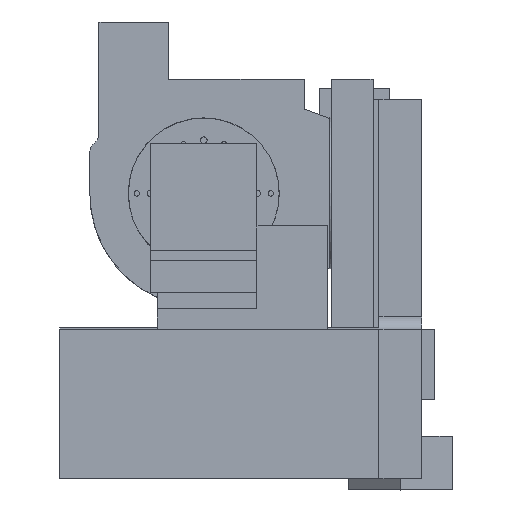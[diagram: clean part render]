
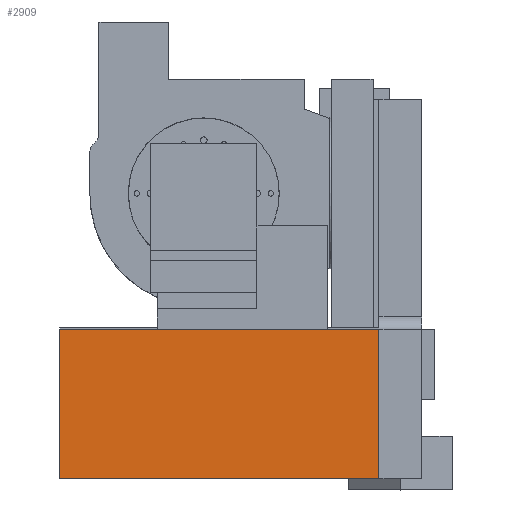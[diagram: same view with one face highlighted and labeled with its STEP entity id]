
A CAD part, top view. The second image highlights one B-rep face of the part: STEP entity #2909.
In plain terms, the highlighted planar face has unit normal (0, 0, 1).
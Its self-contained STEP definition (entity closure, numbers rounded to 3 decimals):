
#297=FACE_OUTER_BOUND('',#476,.T.);
#476=EDGE_LOOP('',(#2009,#2010,#2011,#2012));
#700=LINE('',#4451,#1009);
#701=LINE('',#4454,#1010);
#702=LINE('',#4456,#1011);
#703=LINE('',#4457,#1012);
#1009=VECTOR('',#3552,1000.);
#1010=VECTOR('',#3555,1000.);
#1011=VECTOR('',#3556,1000.);
#1012=VECTOR('',#3557,1000.);
#1308=VERTEX_POINT('',#4445);
#1310=VERTEX_POINT('',#4449);
#1311=VERTEX_POINT('',#4453);
#1312=VERTEX_POINT('',#4455);
#1587=EDGE_CURVE('',#1308,#1310,#700,.T.);
#1588=EDGE_CURVE('',#1311,#1310,#701,.T.);
#1589=EDGE_CURVE('',#1312,#1311,#702,.T.);
#1590=EDGE_CURVE('',#1308,#1312,#703,.T.);
#2009=ORIENTED_EDGE('',*,*,#1587,.T.);
#2010=ORIENTED_EDGE('',*,*,#1588,.F.);
#2011=ORIENTED_EDGE('',*,*,#1589,.F.);
#2012=ORIENTED_EDGE('',*,*,#1590,.F.);
#2764=PLANE('',#3216);
#2909=ADVANCED_FACE('',(#297),#2764,.F.);
#3216=AXIS2_PLACEMENT_3D('',#4452,#3553,#3554);
#3552=DIRECTION('',(-1.,0.,0.));
#3553=DIRECTION('center_axis',(0.,0.,-1.));
#3554=DIRECTION('ref_axis',(-1.,0.,0.));
#3555=DIRECTION('',(0.,1.,0.));
#3556=DIRECTION('',(-1.,0.,0.));
#3557=DIRECTION('',(0.,-1.,0.));
#4445=CARTESIAN_POINT('',(190.5,88.9,0.));
#4449=CARTESIAN_POINT('',(0.,88.9,0.));
#4451=CARTESIAN_POINT('',(0.,88.9,0.));
#4452=CARTESIAN_POINT('Origin',(0.,88.9,0.));
#4453=CARTESIAN_POINT('',(0.,0.,0.));
#4454=CARTESIAN_POINT('',(0.,88.9,0.));
#4455=CARTESIAN_POINT('',(190.5,0.,0.));
#4456=CARTESIAN_POINT('',(0.,0.,0.));
#4457=CARTESIAN_POINT('',(190.5,88.9,0.));
